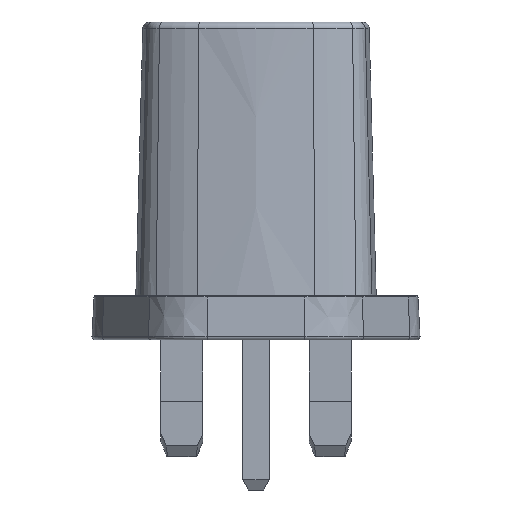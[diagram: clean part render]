
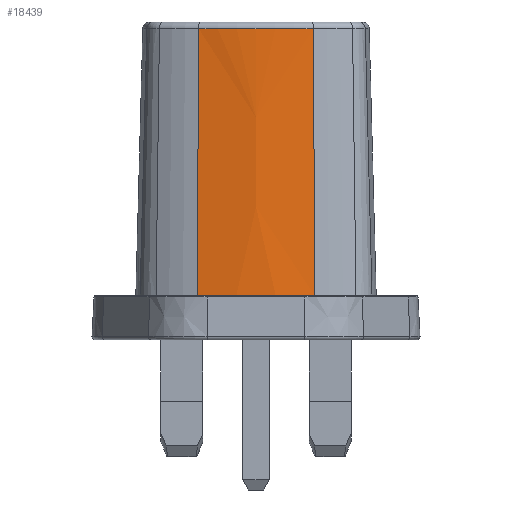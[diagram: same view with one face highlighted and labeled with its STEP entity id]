
A CAD part, front view. The second image highlights one B-rep face of the part: STEP entity #18439.
In plain terms, the highlighted conical face has half-angle 1.5 degrees and reference radius 44.476 mm.
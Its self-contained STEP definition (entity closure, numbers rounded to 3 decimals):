
#15082=CARTESIAN_POINT('',(0.,33.75,46.426));
#15083=DIRECTION('',(0.,0.,-1.));
#15084=DIRECTION('',(0.196,-0.981,0.));
#15085=AXIS2_PLACEMENT_3D('',#15082,#15083,#15084);
#15087=CARTESIAN_POINT('',(0.,33.75,46.426));
#15088=DIRECTION('',(0.,0.,-1.));
#15089=DIRECTION('',(0.,-1.,0.));
#15090=AXIS2_PLACEMENT_3D('',#15087,#15088,#15089);
#15097=DIRECTION('',(0.005,0.026,1.));
#15098=VECTOR('',#15097,40.04);
#15099=CARTESIAN_POINT('',(-8.8,-10.381,6.4));
#15100=LINE('',#15099,#15098);
#15136=CARTESIAN_POINT('',(0.,33.75,6.4));
#15137=DIRECTION('',(0.,0.,1.));
#15138=DIRECTION('',(-0.196,-0.981,0.));
#15139=AXIS2_PLACEMENT_3D('',#15136,#15137,#15138);
#15361=DIRECTION('',(-0.005,0.026,1.));
#15362=VECTOR('',#15361,40.04);
#15363=CARTESIAN_POINT('',(8.8,-10.381,6.4));
#15364=LINE('',#15363,#15362);
#17760=CARTESIAN_POINT('',(8.595,-9.353,
46.426));
#17761=CARTESIAN_POINT('',(0.,-10.202,46.426));
#17762=VERTEX_POINT('',#17760);
#17763=VERTEX_POINT('',#17761);
#17764=CARTESIAN_POINT('',(-8.595,-9.353,
46.426));
#17765=VERTEX_POINT('',#17764);
#17766=CARTESIAN_POINT('',(-8.8,-10.381,6.4));
#17767=CARTESIAN_POINT('',(8.8,-10.381,6.4));
#17768=VERTEX_POINT('',#17766);
#17769=VERTEX_POINT('',#17767);
#18424=CARTESIAN_POINT('',(0.,33.75,26.413));
#18425=DIRECTION('',(0.,0.,-1.));
#18426=DIRECTION('',(-1.,0.,0.));
#18427=AXIS2_PLACEMENT_3D('',#18424,#18425,#18426);
#18428=CONICAL_SURFACE('',#18427,44.476,1.5);
#18430=ORIENTED_EDGE('',*,*,#18429,.F.);
#18432=ORIENTED_EDGE('',*,*,#18431,.T.);
#18433=ORIENTED_EDGE('',*,*,#18413,.F.);
#18434=ORIENTED_EDGE('',*,*,#18411,.F.);
#18436=ORIENTED_EDGE('',*,*,#18435,.F.);
#18437=EDGE_LOOP('',(#18430,#18432,#18433,#18434,#18436));
#18438=FACE_OUTER_BOUND('',#18437,.F.);
#18439=ADVANCED_FACE('',(#18438),#18428,.T.);
#15086=CIRCLE('',#15085,43.952);
#15091=CIRCLE('',#15090,43.952);
#15140=CIRCLE('',#15139,45.);
#18411=EDGE_CURVE('',#17762,#17763,#15086,.T.);
#18413=EDGE_CURVE('',#17763,#17765,#15091,.T.);
#18429=EDGE_CURVE('',#17768,#17769,#15140,.T.);
#18431=EDGE_CURVE('',#17768,#17765,#15100,.T.);
#18435=EDGE_CURVE('',#17769,#17762,#15364,.T.);
